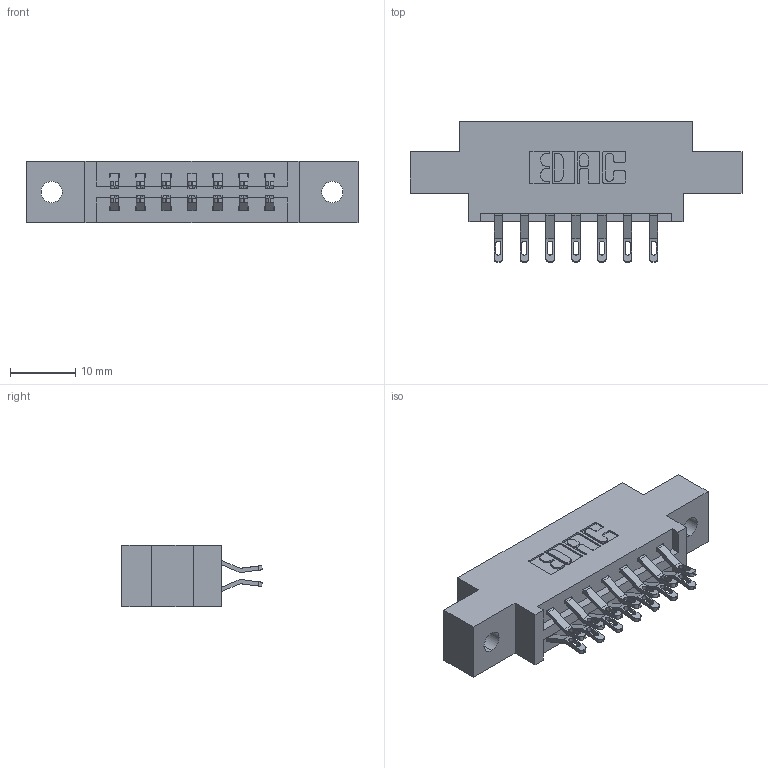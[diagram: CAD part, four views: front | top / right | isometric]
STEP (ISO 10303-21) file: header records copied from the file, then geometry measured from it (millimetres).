
FILE_DESCRIPTION (( 'STEP AP203' ), '1' );
FILE_NAME ('337-014-555-802.STEP', '2019-10-10T17:12:53', ( '' ), ( '' ), 'SwSTEP 2.0', 'SolidWorks 2016', '' );
FILE_SCHEMA (( 'CONFIG_CONTROL_DESIGN' ));
Length unit declared in the file: inch
Products named in the file (3): 337-014-555-802; 345-292-001_555 Tail; 337 Part_0.170 Offset - 0.128 Dia
Assembly tree (15 placements, depth 2):
  337-014-555-802
    337 Part_0.170 Offset - 0.128 Dia
    345-292-001_555 Tail  x14
Bounding box: 50.75 x 21.47 x 9.4 mm (x, y, z)
Volume: 4768.9 mm3; surface area: 5039.4 mm2
Topology: 15 solids, 15 shells, 958 faces, 2969 edges, 1978 vertices
Faces by surface type: plane 578, cylinder 380
Entity records: 10415 total; most frequent: CARTESIAN_POINT 1820, ORIENTED_EDGE 1726, DIRECTION 1583, EDGE_CURVE 863, LINE 715, VECTOR 715, VERTEX_POINT 574, AXIS2_PLACEMENT_3D 434
